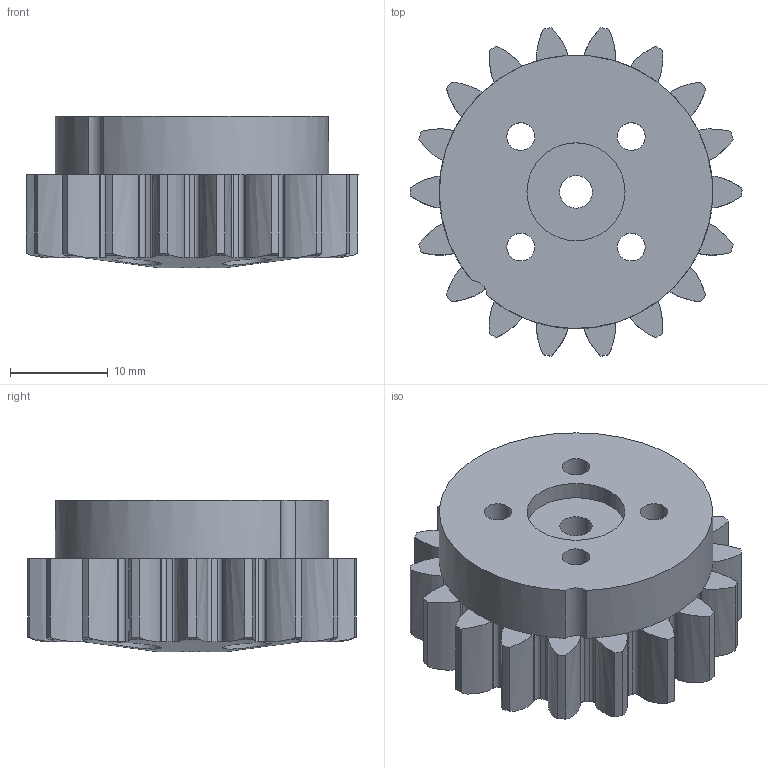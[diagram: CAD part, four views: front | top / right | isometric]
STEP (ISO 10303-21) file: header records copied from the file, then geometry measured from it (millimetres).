
FILE_DESCRIPTION(/* description */ (''),/* implementation_level */ '2;1');
FILE_NAME(/* name */ 'S#3 gears - 18t drive external.step',/* time_stamp */ '2019-12-10T20:20:52+00:00',/* author */ (''),/* organization */ (''),/* preprocessor_version */ 'ST-DEVELOPER v18',/* originating_system */ 'Autodesk Translation Framework v8.12.0.6',/* authorisation */ '');
FILE_SCHEMA (('AUTOMOTIVE_DESIGN { 1 0 10303 214 3 1 1 }'));
Length unit declared in the file: millimetre
Products named in the file (1): Spur gears internal 90t - 18t (18t)
Bounding box: 34 x 33.62 x 15.5 mm (x, y, z)
Volume: 8765.6 mm3; surface area: 4511.4 mm2
Topology: 1 solids, 1 shells, 239 faces, 658 edges, 428 vertices
Faces by surface type: cylinder 85, plane 81, cone 37, bspline 36
Full cylindrical faces by diameter (mm): 2.85 x4, 3.35 x1, 5 x4, 6 x1, 10.04 x1
Entity records: 15421 total; most frequent: CARTESIAN_POINT 9648, ORIENTED_EDGE 1316, DIRECTION 1119, EDGE_CURVE 658, AXIS2_PLACEMENT_3D 445, VERTEX_POINT 428, EDGE_LOOP 256, CIRCLE 241
